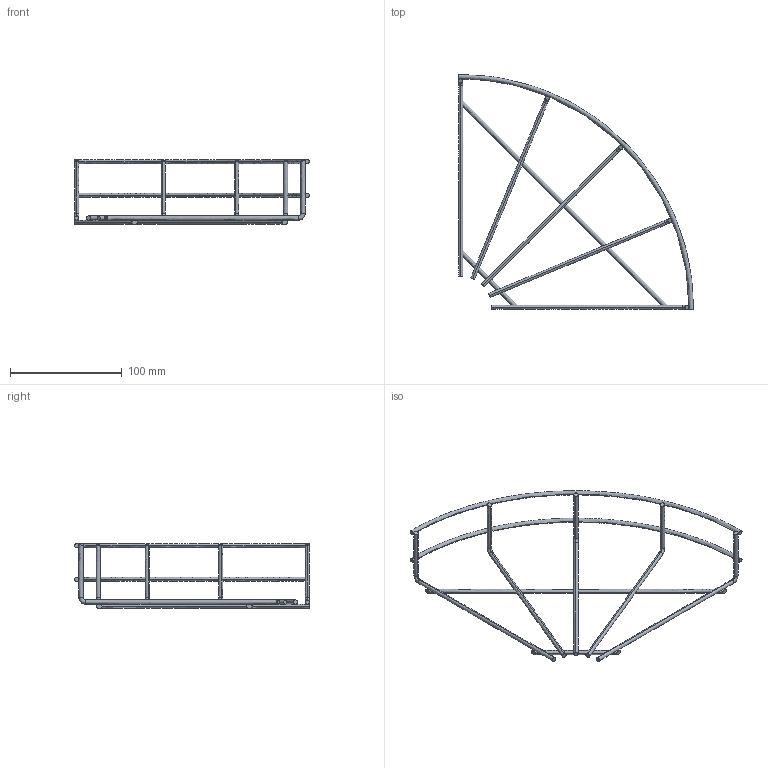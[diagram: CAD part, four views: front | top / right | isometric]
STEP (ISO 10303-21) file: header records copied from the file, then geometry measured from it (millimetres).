
FILE_DESCRIPTION(/* description */ (''),/* implementation_level */ '2;1');
FILE_NAME(/* name */ '6002226',/* time_stamp */ '2013-07-15T11:27:33+02:00',/* author */ (''),/* organization */ (''),/* preprocessor_version */ 'ST-DEVELOPER v15',/* originating_system */ '',/* authorisation */ '');
FILE_SCHEMA (('AUTOMOTIVE_DESIGN'));
Length unit declared in the file: millimetre
Products named in the file (1): Document
Bounding box: 209.89 x 209.89 x 58 mm (x, y, z)
Volume: 24029.4 mm3; surface area: 25511.4 mm2
Topology: 9 solids, 9 shells, 56 faces, 112 edges, 74 vertices
Faces by surface type: bspline 38, plane 18
Entity records: 3155 total; most frequent: CARTESIAN_POINT 2456, ORIENTED_EDGE 224, EDGE_CURVE 112, VERTEX_POINT 74, ADVANCED_FACE 56, FACE_OUTER_BOUND 56, EDGE_LOOP 56, DIRECTION 22
